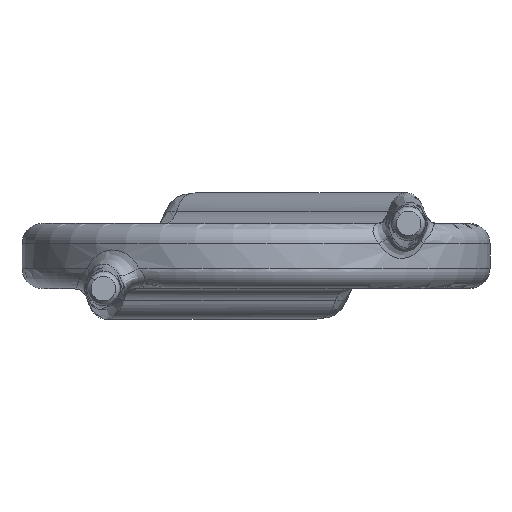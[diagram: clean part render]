
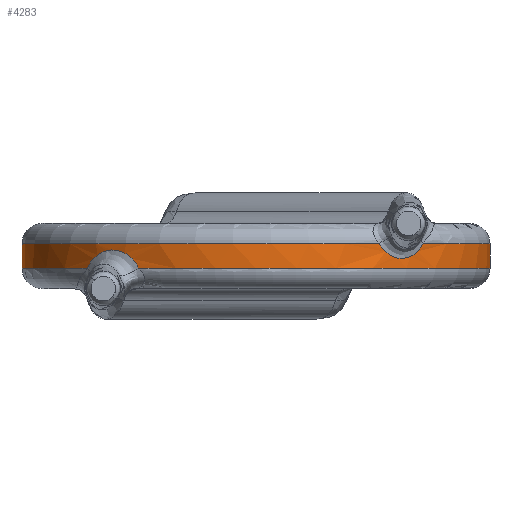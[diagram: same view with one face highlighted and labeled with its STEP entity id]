
A CAD part, front view. The second image highlights one B-rep face of the part: STEP entity #4283.
In plain terms, the highlighted cylindrical face has radius 5.75 mm (diameter 11.5 mm), a partial arc.
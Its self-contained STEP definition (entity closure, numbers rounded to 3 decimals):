
#57 = CIRCLE ( 'NONE', #2647, 5.75 ) ;
#67 = CARTESIAN_POINT ( 'NONE',  ( -3.948, -4.181, -0.016 ) ) ;
#126 = CARTESIAN_POINT ( 'NONE',  ( 3.486, -4.575, -0.062 ) ) ;
#203 = FACE_OUTER_BOUND ( 'NONE', #1528, .T. ) ;
#266 = LINE ( 'NONE', #3467, #3792 ) ;
#335 = DIRECTION ( 'NONE',  ( 0., 0., 1. ) ) ;
#354 = ORIENTED_EDGE ( 'NONE', *, *, #1764, .T. ) ;
#393 = CARTESIAN_POINT ( 'NONE',  ( -4.118, -4.014, -0.233 ) ) ;
#394 = VERTEX_POINT ( 'NONE', #3086 ) ;
#454 = DIRECTION ( 'NONE',  ( 0., 0., -1. ) ) ;
#474 = CARTESIAN_POINT ( 'NONE',  ( 3.061, -4.868, 0.243 ) ) ;
#525 = EDGE_CURVE ( 'NONE', #4343, #1178, #57, .T. ) ;
#558 = AXIS2_PLACEMENT_3D ( 'NONE', #3507, #335, #1225 ) ;
#606 = DIRECTION ( 'NONE',  ( -1., 0., 0. ) ) ;
#613 = DIRECTION ( 'NONE',  ( 0., 0., -1. ) ) ;
#777 = CARTESIAN_POINT ( 'NONE',  ( -3.286, -4.721, 0.114 ) ) ;
#779 = VERTEX_POINT ( 'NONE', #1323 ) ;
#832 = CARTESIAN_POINT ( 'NONE',  ( -3.996, -4.135, -0.064 ) ) ;
#949 = CYLINDRICAL_SURFACE ( 'NONE', #3347, 5.75 ) ;
#988 = DIRECTION ( 'NONE',  ( 0., 0., -1. ) ) ;
#1059 = EDGE_CURVE ( 'NONE', #3178, #394, #1818, .T. ) ;
#1090 = CARTESIAN_POINT ( 'NONE',  ( -3.794, -4.323, 0.1 ) ) ;
#1092 = VERTEX_POINT ( 'NONE', #3676 ) ;
#1129 = CARTESIAN_POINT ( 'NONE',  ( -5.75, 0., 0.3 ) ) ;
#1178 = VERTEX_POINT ( 'NONE', #1129 ) ;
#1224 = CARTESIAN_POINT ( 'NONE',  ( 3.229, -4.758, 0.062 ) ) ;
#1225 = DIRECTION ( 'NONE',  ( 1., 0., 0. ) ) ;
#1284 = VERTEX_POINT ( 'NONE', #2271 ) ;
#1323 = CARTESIAN_POINT ( 'NONE',  ( 5.75, 0., 0.3 ) ) ;
#1446 = EDGE_CURVE ( 'NONE', #394, #1092, #1663, .T. ) ;
#1495 = CARTESIAN_POINT ( 'NONE',  ( -3.055, -4.871, -0.052 ) ) ;
#1500 = CARTESIAN_POINT ( 'NONE',  ( 3.182, -4.79, 0.101 ) ) ;
#1528 = EDGE_LOOP ( 'NONE', ( #2916, #1985, #1546, #3118, #354, #3935, #2823, #3876 ) ) ;
#1546 = ORIENTED_EDGE ( 'NONE', *, *, #3276, .T. ) ;
#1660 = CIRCLE ( 'NONE', #3125, 5.75 ) ;
#1663 = B_SPLINE_CURVE_WITH_KNOTS ( 'NONE', 3,
 ( #3995, #393, #1860, #832, #67, #1090, #2188, #2885, #777, #2235, #1495, #4311, #4282, #2162 ),
 .UNSPECIFIED., .F., .F.,
 ( 4, 2, 2, 2, 2, 2, 4 ),
 ( 0., 0., 0., 0.001, 0.001, 0.002, 0.002 ),
 .UNSPECIFIED. ) ;
#1670 = DIRECTION ( 'NONE',  ( 0., 0., 1. ) ) ;
#1764 = EDGE_CURVE ( 'NONE', #1178, #3178, #3780, .T. ) ;
#1818 = CIRCLE ( 'NONE', #558, 5.75 ) ;
#1842 = CARTESIAN_POINT ( 'NONE',  ( 3.377, -4.656, -0.031 ) ) ;
#1860 = CARTESIAN_POINT ( 'NONE',  ( -4.081, -4.051, -0.172 ) ) ;
#1872 = CARTESIAN_POINT ( 'NONE',  ( 5.75, 0., -0.3 ) ) ;
#1882 = CIRCLE ( 'NONE', #4172, 5.75 ) ;
#1985 = ORIENTED_EDGE ( 'NONE', *, *, #3330, .T. ) ;
#2162 = CARTESIAN_POINT ( 'NONE',  ( -2.881, -4.976, -0.3 ) ) ;
#2188 = CARTESIAN_POINT ( 'NONE',  ( -3.673, -4.427, 0.145 ) ) ;
#2219 = CARTESIAN_POINT ( 'NONE',  ( 0., 0., 0.3 ) ) ;
#2235 = CARTESIAN_POINT ( 'NONE',  ( -3.111, -4.837, -0.003 ) ) ;
#2271 = CARTESIAN_POINT ( 'NONE',  ( 4.111, -4.02, 0.3 ) ) ;
#2381 = CARTESIAN_POINT ( 'NONE',  ( -5.75, 0., -0.3 ) ) ;
#2448 = EDGE_CURVE ( 'NONE', #779, #3993, #266, .T. ) ;
#2647 = AXIS2_PLACEMENT_3D ( 'NONE', #4297, #454, #3255 ) ;
#2794 = CARTESIAN_POINT ( 'NONE',  ( 0., 0., -0.3 ) ) ;
#2814 = CARTESIAN_POINT ( 'NONE',  ( 3.029, -4.888, 0.3 ) ) ;
#2823 = ORIENTED_EDGE ( 'NONE', *, *, #1446, .T. ) ;
#2885 = CARTESIAN_POINT ( 'NONE',  ( -3.419, -4.626, 0.153 ) ) ;
#2890 = CARTESIAN_POINT ( 'NONE',  ( 3.098, -4.844, 0.192 ) ) ;
#2903 = VECTOR ( 'NONE', #613, 1000. ) ;
#2916 = ORIENTED_EDGE ( 'NONE', *, *, #2448, .F. ) ;
#2944 = DIRECTION ( 'NONE',  ( 0., 0., -1. ) ) ;
#3053 = CARTESIAN_POINT ( 'NONE',  ( 0., 0., 0.8 ) ) ;
#3086 = CARTESIAN_POINT ( 'NONE',  ( -4.149, -3.981, -0.3 ) ) ;
#3118 = ORIENTED_EDGE ( 'NONE', *, *, #525, .T. ) ;
#3125 = AXIS2_PLACEMENT_3D ( 'NONE', #2794, #1670, #4500 ) ;
#3178 = VERTEX_POINT ( 'NONE', #2381 ) ;
#3238 = EDGE_CURVE ( 'NONE', #1092, #3993, #1660, .T. ) ;
#3255 = DIRECTION ( 'NONE',  ( 1., 0., 0. ) ) ;
#3276 = EDGE_CURVE ( 'NONE', #1284, #4343, #3716, .T. ) ;
#3304 = CARTESIAN_POINT ( 'NONE',  ( 3.995, -4.139, 0.083 ) ) ;
#3324 = CARTESIAN_POINT ( 'NONE',  ( 4.111, -4.02, 0.3 ) ) ;
#3330 = EDGE_CURVE ( 'NONE', #779, #1284, #1882, .T. ) ;
#3347 = AXIS2_PLACEMENT_3D ( 'NONE', #3053, #3776, #606 ) ;
#3408 = CARTESIAN_POINT ( 'NONE',  ( -5.75, 0., 0.8 ) ) ;
#3467 = CARTESIAN_POINT ( 'NONE',  ( 5.75, 0., 0.8 ) ) ;
#3496 = CARTESIAN_POINT ( 'NONE',  ( 3.029, -4.888, 0.3 ) ) ;
#3507 = CARTESIAN_POINT ( 'NONE',  ( 0., 0., -0.3 ) ) ;
#3602 = DIRECTION ( 'NONE',  ( 1., 0., 0. ) ) ;
#3649 = CARTESIAN_POINT ( 'NONE',  ( 3.806, -4.319, -0.053 ) ) ;
#3676 = CARTESIAN_POINT ( 'NONE',  ( -2.881, -4.976, -0.3 ) ) ;
#3716 = B_SPLINE_CURVE_WITH_KNOTS ( 'NONE', 3,
 ( #3324, #3304, #3649, #126, #1842, #1224, #1500, #2890, #474, #2814 ),
 .UNSPECIFIED., .F., .F.,
 ( 4, 2, 2, 2, 4 ),
 ( 0., 0.001, 0.001, 0.001, 0.002 ),
 .UNSPECIFIED. ) ;
#3776 = DIRECTION ( 'NONE',  ( 0., 0., -1. ) ) ;
#3780 = LINE ( 'NONE', #3408, #2903 ) ;
#3792 = VECTOR ( 'NONE', #988, 1000. ) ;
#3876 = ORIENTED_EDGE ( 'NONE', *, *, #3238, .T. ) ;
#3935 = ORIENTED_EDGE ( 'NONE', *, *, #1059, .T. ) ;
#3993 = VERTEX_POINT ( 'NONE', #1872 ) ;
#3995 = CARTESIAN_POINT ( 'NONE',  ( -4.149, -3.981, -0.3 ) ) ;
#4172 = AXIS2_PLACEMENT_3D ( 'NONE', #2219, #2944, #3602 ) ;
#4282 = CARTESIAN_POINT ( 'NONE',  ( -2.916, -4.956, -0.23 ) ) ;
#4283 = ADVANCED_FACE ( 'NONE', ( #203 ), #949, .T. ) ;
#4297 = CARTESIAN_POINT ( 'NONE',  ( 0., 0., 0.3 ) ) ;
#4311 = CARTESIAN_POINT ( 'NONE',  ( -2.958, -4.931, -0.166 ) ) ;
#4343 = VERTEX_POINT ( 'NONE', #3496 ) ;
#4500 = DIRECTION ( 'NONE',  ( 1., 0., 0. ) ) ;
